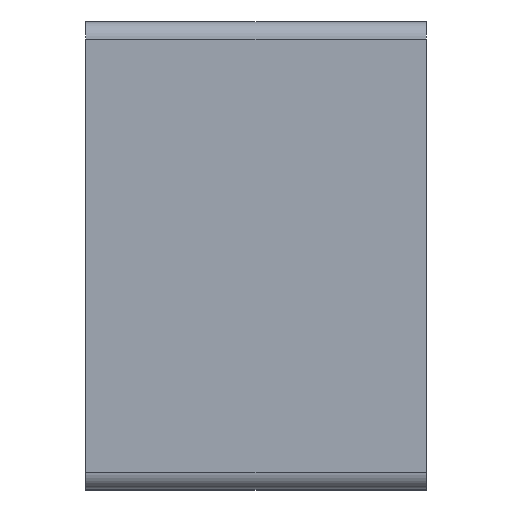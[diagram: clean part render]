
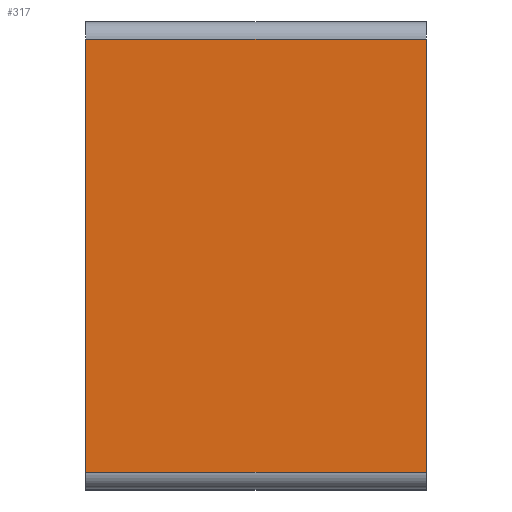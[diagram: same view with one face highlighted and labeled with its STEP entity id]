
A CAD part, top view. The second image highlights one B-rep face of the part: STEP entity #317.
In plain terms, the highlighted planar face has unit normal (0, 0, 1).
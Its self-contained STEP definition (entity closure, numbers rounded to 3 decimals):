
#137=ORIENTED_EDGE('',*,*,#220,.T.);
#138=ORIENTED_EDGE('',*,*,#221,.F.);
#139=ORIENTED_EDGE('',*,*,#222,.F.);
#140=ORIENTED_EDGE('',*,*,#218,.T.);
#218=EDGE_CURVE('',#254,#253,#367,.T.);
#220=EDGE_CURVE('',#253,#255,#368,.T.);
#221=EDGE_CURVE('',#256,#255,#369,.T.);
#222=EDGE_CURVE('',#254,#256,#370,.T.);
#253=VERTEX_POINT('',#858);
#254=VERTEX_POINT('',#860);
#255=VERTEX_POINT('',#864);
#256=VERTEX_POINT('',#866);
#271=EDGE_LOOP('',(#137,#138,#139,#140));
#289=FACE_BOUND('',#271,.T.);
#300=PLANE('',#567);
#317=ADVANCED_FACE('',(#289),#300,.F.);
#367=LINE('',#859,#407);
#368=LINE('',#863,#408);
#369=LINE('',#865,#409);
#370=LINE('',#867,#410);
#407=VECTOR('',#698,1000.);
#408=VECTOR('',#703,1000.);
#409=VECTOR('',#704,1000.);
#410=VECTOR('',#705,1000.);
#567=AXIS2_PLACEMENT_3D('',#862,#701,#702);
#698=DIRECTION('',(-1.,0.,0.));
#701=DIRECTION('',(0.,0.,-1.));
#702=DIRECTION('',(-1.,0.,0.));
#703=DIRECTION('',(0.,-1.,0.));
#704=DIRECTION('',(-1.,0.,0.));
#705=DIRECTION('',(0.,-1.,0.));
#858=CARTESIAN_POINT('',(0.,5.911,32.51));
#859=CARTESIAN_POINT('',(19.97,5.911,32.51));
#860=CARTESIAN_POINT('',(19.97,5.911,32.51));
#862=CARTESIAN_POINT('',(19.97,5.911,32.51));
#863=CARTESIAN_POINT('',(0.,5.911,32.51));
#864=CARTESIAN_POINT('',(0.,-19.519,32.51));
#865=CARTESIAN_POINT('',(19.97,-19.519,32.51));
#866=CARTESIAN_POINT('',(19.97,-19.519,32.51));
#867=CARTESIAN_POINT('',(19.97,5.911,32.51));
